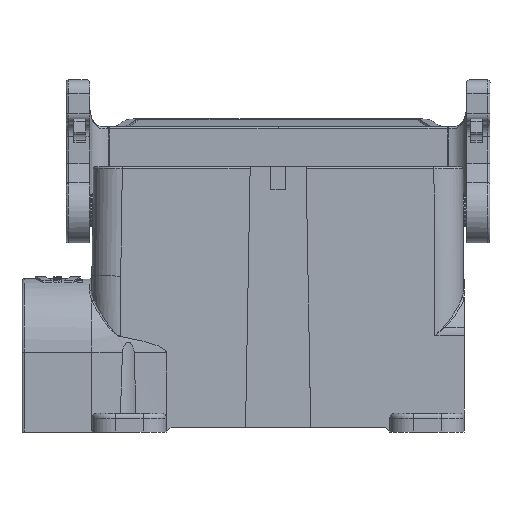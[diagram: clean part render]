
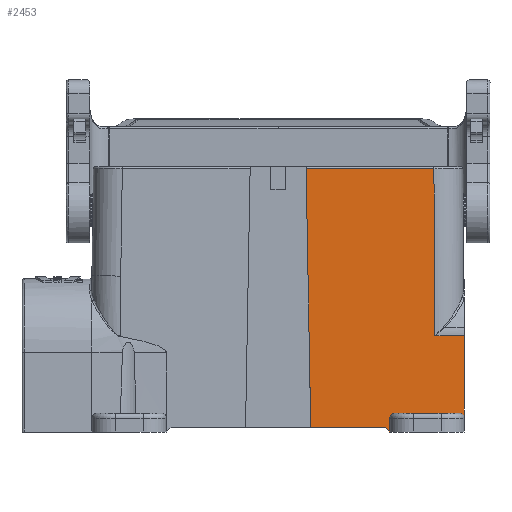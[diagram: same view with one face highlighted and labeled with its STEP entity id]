
A CAD part, front view. The second image highlights one B-rep face of the part: STEP entity #2453.
In plain terms, the highlighted planar face has unit normal (0, -1, 0.007).
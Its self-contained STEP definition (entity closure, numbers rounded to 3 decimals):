
#1014=ELLIPSE('',#10794,1.,1.);
#1015=ELLIPSE('',#10795,1.,1.);
#2453=ADVANCED_FACE('',(#3219),#2893,.T.);
#2893=PLANE('',#10796);
#3219=FACE_OUTER_BOUND('',#3780,.T.);
#3780=EDGE_LOOP('',(#5517,#5518,#5519,#5520,#5521,#5522,#5523,#5524,#5525,
#5526,#5527));
#5517=ORIENTED_EDGE('',*,*,#8530,.F.);
#5518=ORIENTED_EDGE('',*,*,#8531,.T.);
#5519=ORIENTED_EDGE('',*,*,#8532,.T.);
#5520=ORIENTED_EDGE('',*,*,#8533,.T.);
#5521=ORIENTED_EDGE('',*,*,#8534,.F.);
#5522=ORIENTED_EDGE('',*,*,#8535,.T.);
#5523=ORIENTED_EDGE('',*,*,#8536,.T.);
#5524=ORIENTED_EDGE('',*,*,#8424,.F.);
#5525=ORIENTED_EDGE('',*,*,#8537,.T.);
#5526=ORIENTED_EDGE('',*,*,#8538,.T.);
#5527=ORIENTED_EDGE('',*,*,#8539,.T.);
#7341=VERTEX_POINT('',#17234);
#7342=VERTEX_POINT('',#17236);
#7434=VERTEX_POINT('',#17593);
#7435=VERTEX_POINT('',#17594);
#7436=VERTEX_POINT('',#17596);
#7437=VERTEX_POINT('',#17598);
#7438=VERTEX_POINT('',#17600);
#7439=VERTEX_POINT('',#17602);
#7440=VERTEX_POINT('',#17604);
#7441=VERTEX_POINT('',#17607);
#7442=VERTEX_POINT('',#17609);
#8424=EDGE_CURVE('',#7341,#7342,#9417,.T.);
#8530=EDGE_CURVE('',#7434,#7435,#9471,.T.);
#8531=EDGE_CURVE('',#7434,#7436,#9472,.T.);
#8532=EDGE_CURVE('',#7436,#7437,#9473,.T.);
#8533=EDGE_CURVE('',#7437,#7438,#9474,.T.);
#8534=EDGE_CURVE('',#7439,#7438,#9475,.T.);
#8535=EDGE_CURVE('',#7439,#7440,#9476,.T.);
#8536=EDGE_CURVE('',#7440,#7342,#9477,.T.);
#8537=EDGE_CURVE('',#7341,#7441,#1014,.T.);
#8538=EDGE_CURVE('',#7441,#7442,#9478,.T.);
#8539=EDGE_CURVE('',#7442,#7435,#1015,.T.);
#9417=LINE('',#17235,#10007);
#9471=LINE('',#17592,#10061);
#9472=LINE('',#17595,#10062);
#9473=LINE('',#17597,#10063);
#9474=LINE('',#17599,#10064);
#9475=LINE('',#17601,#10065);
#9476=LINE('',#17603,#10066);
#9477=LINE('',#17605,#10067);
#9478=LINE('',#17608,#10068);
#10007=VECTOR('',#12258,1.);
#10061=VECTOR('',#12402,1.);
#10062=VECTOR('',#12403,1.);
#10063=VECTOR('',#12404,1.);
#10064=VECTOR('',#12405,1.);
#10065=VECTOR('',#12406,1.);
#10066=VECTOR('',#12407,1.);
#10067=VECTOR('',#12408,1.);
#10068=VECTOR('',#12411,1.);
#10794=AXIS2_PLACEMENT_3D('',#17606,#12409,#12410);
#10795=AXIS2_PLACEMENT_3D('',#17610,#12412,#12413);
#10796=AXIS2_PLACEMENT_3D('',#17611,#12414,#12415);
#12258=DIRECTION('',(0.,-0.007,-1.));
#12402=DIRECTION('',(0.,-0.007,-1.));
#12403=DIRECTION('',(-1.,0.,0.));
#12404=DIRECTION('',(-0.006,0.007,1.));
#12405=DIRECTION('',(-1.,0.,0.));
#12406=DIRECTION('',(-0.018,0.007,1.));
#12407=DIRECTION('',(1.,0.,0.));
#12408=DIRECTION('',(0.707,-0.005,-0.707));
#12409=DIRECTION('',(0.,1.,-0.007));
#12410=DIRECTION('',(0.,0.007,1.));
#12411=DIRECTION('',(1.,0.,0.));
#12412=DIRECTION('',(0.,1.,-0.007));
#12413=DIRECTION('',(0.,0.007,1.));
#12414=DIRECTION('',(0.,-1.,0.007));
#12415=DIRECTION('',(0.,-0.007,-1.));
#17234=CARTESIAN_POINT('',(24.,-15.454,-44.85));
#17235=CARTESIAN_POINT('',(24.,-15.475,-47.85));
#17236=CARTESIAN_POINT('',(24.,-15.475,-47.85));
#17592=CARTESIAN_POINT('',(40.,-15.324,-26.349));
#17593=CARTESIAN_POINT('',(40.,-15.33,-27.134));
#17594=CARTESIAN_POINT('',(40.,-15.454,-44.85));
#17595=CARTESIAN_POINT('',(40.,-15.33,-27.134));
#17596=CARTESIAN_POINT('',(33.673,-15.33,-27.134));
#17597=CARTESIAN_POINT('',(33.45,-15.075,9.112));
#17598=CARTESIAN_POINT('',(33.453,-15.078,8.654));
#17599=CARTESIAN_POINT('',(6.,-15.078,8.654));
#17600=CARTESIAN_POINT('',(6.009,-15.078,8.654));
#17601=CARTESIAN_POINT('',(7.028,-15.479,-48.439));
#17602=CARTESIAN_POINT('',(7.,-15.468,-46.85));
#17603=CARTESIAN_POINT('',(40.,-15.468,-46.85));
#17604=CARTESIAN_POINT('',(23.,-15.468,-46.85));
#17605=CARTESIAN_POINT('',(22.907,-15.467,-46.757));
#17606=CARTESIAN_POINT('',(25.,-15.454,-44.85));
#17607=CARTESIAN_POINT('',(24.473,-15.448,-44.));
#17608=CARTESIAN_POINT('',(40.,-15.448,-44.));
#17609=CARTESIAN_POINT('',(39.527,-15.448,-44.));
#17610=CARTESIAN_POINT('',(39.,-15.454,-44.85));
#17611=CARTESIAN_POINT('',(40.,-15.475,-47.85));
